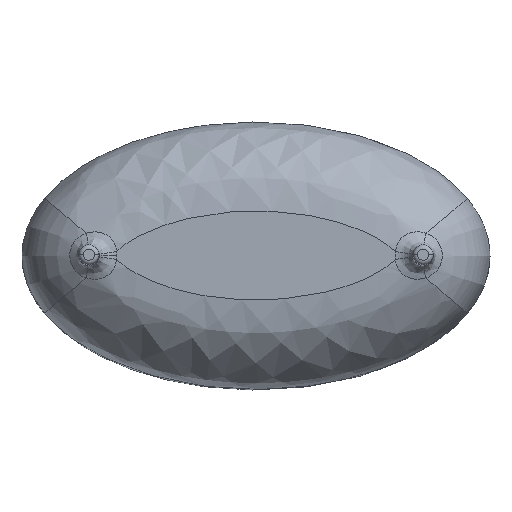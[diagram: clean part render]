
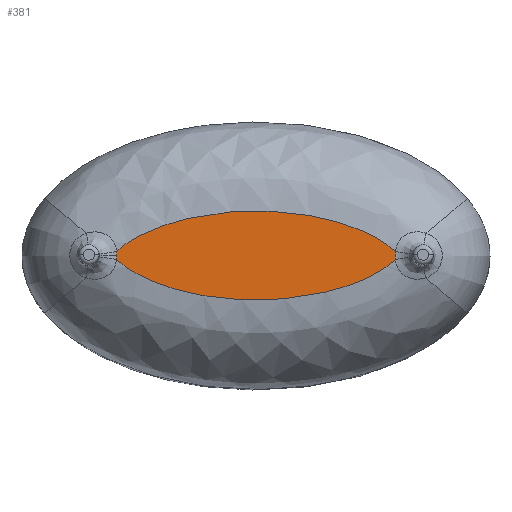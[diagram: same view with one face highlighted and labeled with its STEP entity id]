
A CAD part, top view. The second image highlights one B-rep face of the part: STEP entity #381.
In plain terms, the highlighted planar face has unit normal (0, 0, 1).
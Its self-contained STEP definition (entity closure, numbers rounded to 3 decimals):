
#1 = CARTESIAN_POINT ( 'NONE',  ( 1.374, 0.871, 12. ) ) ;
#93 = CARTESIAN_POINT ( 'NONE',  ( 0., 0., 12. ) ) ;
#129 = DIRECTION ( 'NONE',  ( 0., 0., -1. ) ) ;
#165 = ORIENTED_EDGE ( 'NONE', *, *, #2140, .T. ) ;
#186 = CARTESIAN_POINT ( 'NONE',  ( 2.917, -0.266, 12. ) ) ;
#289 = ORIENTED_EDGE ( 'NONE', *, *, #1506, .T. ) ;
#335 = DIRECTION ( 'NONE',  ( 0., 0., 1. ) ) ;
#346 = DIRECTION ( 'NONE',  ( 1., 0., 0. ) ) ;
#363 = CARTESIAN_POINT ( 'NONE',  ( 3.131, 0.087, 12. ) ) ;
#381 = ADVANCED_FACE ( 'NONE', ( #3003 ), #2504, .T. ) ;
#395 = VERTEX_POINT ( 'NONE', #1566 ) ;
#433 = B_SPLINE_CURVE_WITH_KNOTS ( 'NONE', 3,
 ( #363, #2595, #453, #1910, #1866, #1894, #1645, #1, #1185, #2385, #2144, #727, #3053, #692, #2577, #2401, #1679, #3102, #1926, #2884 ),
 .UNSPECIFIED., .F., .F.,
 ( 4, 2, 2, 2, 2, 2, 2, 2, 2, 4 ),
 ( 0., 0.001, 0.001, 0.002, 0.003, 0.003, 0.005, 0.006, 0.006, 0.007 ),
 .UNSPECIFIED. ) ;
#448 = CIRCLE ( 'NONE', #858, 0.625 ) ;
#453 = CARTESIAN_POINT ( 'NONE',  ( 2.916, 0.266, 12. ) ) ;
#535 = VERTEX_POINT ( 'NONE', #1310 ) ;
#570 = CARTESIAN_POINT ( 'NONE',  ( -1.911, -0.734, 12. ) ) ;
#600 = CARTESIAN_POINT ( 'NONE',  ( -2.177, -0.646, 12. ) ) ;
#619 = ORIENTED_EDGE ( 'NONE', *, *, #2179, .T. ) ;
#651 = VERTEX_POINT ( 'NONE', #1594 ) ;
#692 = CARTESIAN_POINT ( 'NONE',  ( -1.91, 0.734, 12. ) ) ;
#727 = CARTESIAN_POINT ( 'NONE',  ( -0.55, 1., 12. ) ) ;
#765 = AXIS2_PLACEMENT_3D ( 'NONE', #93, #335, #2753 ) ;
#806 = CARTESIAN_POINT ( 'NONE',  ( -1.1, -0.92, 12. ) ) ;
#829 = CARTESIAN_POINT ( 'NONE',  ( -3.75, 0., 12. ) ) ;
#858 = AXIS2_PLACEMENT_3D ( 'NONE', #829, #1085, #346 ) ;
#924 = ORIENTED_EDGE ( 'NONE', *, *, #2930, .T. ) ;
#1080 = CARTESIAN_POINT ( 'NONE',  ( -3.031, -0.184, 12. ) ) ;
#1085 = DIRECTION ( 'NONE',  ( 0., 0., -1. ) ) ;
#1109 = CARTESIAN_POINT ( 'NONE',  ( 1.099, -0.92, 12. ) ) ;
#1137 = CARTESIAN_POINT ( 'NONE',  ( 0.552, -0.984, 12. ) ) ;
#1184 = CIRCLE ( 'NONE', #2777, 0.625 ) ;
#1185 = CARTESIAN_POINT ( 'NONE',  ( 1.099, 0.92, 12. ) ) ;
#1281 = CARTESIAN_POINT ( 'NONE',  ( -2.918, -0.265, 12. ) ) ;
#1310 = CARTESIAN_POINT ( 'NONE',  ( -3.125, 0., 12. ) ) ;
#1334 = CARTESIAN_POINT ( 'NONE',  ( 3.131, 0.087, 12. ) ) ;
#1412 = CARTESIAN_POINT ( 'NONE',  ( 2.175, -0.647, 12. ) ) ;
#1427 = DIRECTION ( 'NONE',  ( 0., 0., -1. ) ) ;
#1460 = EDGE_LOOP ( 'NONE', ( #619, #924, #289, #1836, #165 ) ) ;
#1506 = EDGE_CURVE ( 'NONE', #2730, #2333, #433, .T. ) ;
#1558 = CARTESIAN_POINT ( 'NONE',  ( -1.374, -0.871, 12. ) ) ;
#1566 = CARTESIAN_POINT ( 'NONE',  ( 3.131, -0.087, 12. ) ) ;
#1584 = CARTESIAN_POINT ( 'NONE',  ( 1.375, -0.871, 12. ) ) ;
#1594 = CARTESIAN_POINT ( 'NONE',  ( -3.131, -0.087, 12. ) ) ;
#1603 = B_SPLINE_CURVE_WITH_KNOTS ( 'NONE', 3,
 ( #1775, #1080, #1281, #2944, #2979, #600, #570, #1558, #806, #1874, #2303, #2330, #1137, #1109, #1584, #1639, #1412, #2343, #2052, #186, #2786, #2080 ),
 .UNSPECIFIED., .F., .F.,
 ( 4, 2, 2, 2, 2, 2, 2, 2, 2, 2, 4 ),
 ( 0., 0.001, 0.001, 0.002, 0.003, 0.004, 0.004, 0.005, 0.006, 0.006, 0.007 ),
 .UNSPECIFIED. ) ;
#1639 = CARTESIAN_POINT ( 'NONE',  ( 1.912, -0.734, 12. ) ) ;
#1645 = CARTESIAN_POINT ( 'NONE',  ( 1.912, 0.734, 12. ) ) ;
#1679 = CARTESIAN_POINT ( 'NONE',  ( -2.679, 0.412, 12. ) ) ;
#1725 = EDGE_CURVE ( 'NONE', #2333, #535, #448, .T. ) ;
#1775 = CARTESIAN_POINT ( 'NONE',  ( -3.131, -0.087, 12. ) ) ;
#1836 = ORIENTED_EDGE ( 'NONE', *, *, #1725, .T. ) ;
#1866 = CARTESIAN_POINT ( 'NONE',  ( 2.557, 0.474, 12. ) ) ;
#1874 = CARTESIAN_POINT ( 'NONE',  ( -0.548, -0.985, 12. ) ) ;
#1894 = CARTESIAN_POINT ( 'NONE',  ( 2.177, 0.646, 12. ) ) ;
#1910 = CARTESIAN_POINT ( 'NONE',  ( 2.68, 0.411, 12. ) ) ;
#1926 = CARTESIAN_POINT ( 'NONE',  ( -3.03, 0.185, 12. ) ) ;
#2052 = CARTESIAN_POINT ( 'NONE',  ( 2.679, -0.412, 12. ) ) ;
#2080 = CARTESIAN_POINT ( 'NONE',  ( 3.131, -0.087, 12. ) ) ;
#2140 = EDGE_CURVE ( 'NONE', #535, #651, #1184, .T. ) ;
#2144 = CARTESIAN_POINT ( 'NONE',  ( 0.277, 1., 12. ) ) ;
#2179 = EDGE_CURVE ( 'NONE', #651, #395, #1603, .T. ) ;
#2303 = CARTESIAN_POINT ( 'NONE',  ( -0.273, -1., 12. ) ) ;
#2330 = CARTESIAN_POINT ( 'NONE',  ( 0.277, -1., 12. ) ) ;
#2333 = VERTEX_POINT ( 'NONE', #2872 ) ;
#2343 = CARTESIAN_POINT ( 'NONE',  ( 2.554, -0.476, 12. ) ) ;
#2382 = CIRCLE ( 'NONE', #2821, 0.625 ) ;
#2385 = CARTESIAN_POINT ( 'NONE',  ( 0.551, 0.984, 12. ) ) ;
#2401 = CARTESIAN_POINT ( 'NONE',  ( -2.555, 0.476, 12. ) ) ;
#2464 = DIRECTION ( 'NONE',  ( 1., 0., 0. ) ) ;
#2504 = PLANE ( 'NONE',  #765 ) ;
#2577 = CARTESIAN_POINT ( 'NONE',  ( -2.174, 0.647, 12. ) ) ;
#2595 = CARTESIAN_POINT ( 'NONE',  ( 3.031, 0.184, 12. ) ) ;
#2639 = CARTESIAN_POINT ( 'NONE',  ( 3.75, 0., 12. ) ) ;
#2730 = VERTEX_POINT ( 'NONE', #1334 ) ;
#2753 = DIRECTION ( 'NONE',  ( 1., 0., 0. ) ) ;
#2777 = AXIS2_PLACEMENT_3D ( 'NONE', #2960, #129, #2464 ) ;
#2786 = CARTESIAN_POINT ( 'NONE',  ( 3.03, -0.185, 12. ) ) ;
#2821 = AXIS2_PLACEMENT_3D ( 'NONE', #2639, #1427, #3113 ) ;
#2872 = CARTESIAN_POINT ( 'NONE',  ( -3.131, 0.087, 12. ) ) ;
#2884 = CARTESIAN_POINT ( 'NONE',  ( -3.131, 0.087, 12. ) ) ;
#2930 = EDGE_CURVE ( 'NONE', #395, #2730, #2382, .T. ) ;
#2944 = CARTESIAN_POINT ( 'NONE',  ( -2.68, -0.411, 12. ) ) ;
#2960 = CARTESIAN_POINT ( 'NONE',  ( -3.75, 0., 12. ) ) ;
#2979 = CARTESIAN_POINT ( 'NONE',  ( -2.557, -0.475, 12. ) ) ;
#3003 = FACE_OUTER_BOUND ( 'NONE', #1460, .T. ) ;
#3053 = CARTESIAN_POINT ( 'NONE',  ( -1.108, 0.938, 12. ) ) ;
#3102 = CARTESIAN_POINT ( 'NONE',  ( -2.916, 0.266, 12. ) ) ;
#3113 = DIRECTION ( 'NONE',  ( 1., 0., 0. ) ) ;
